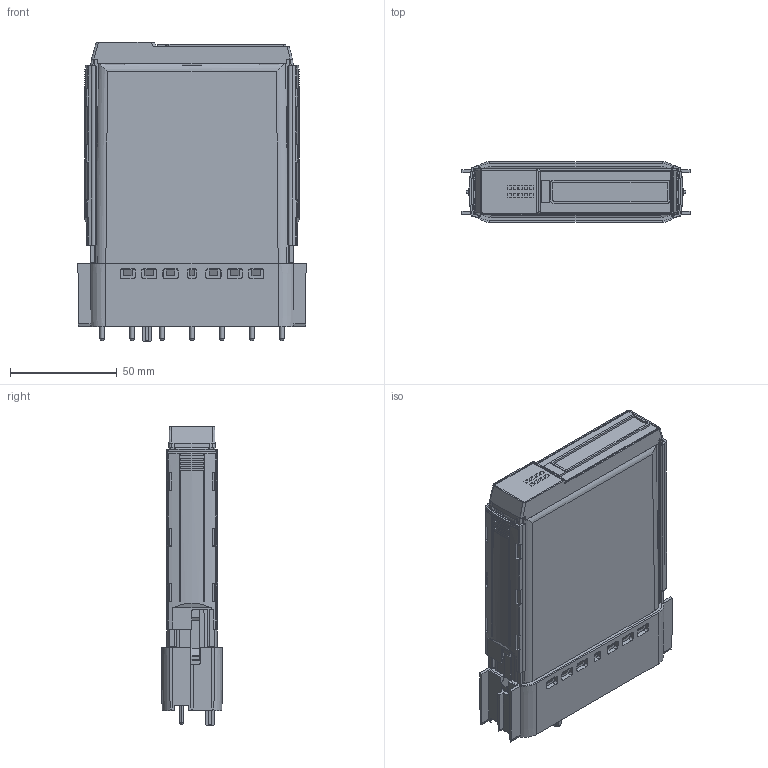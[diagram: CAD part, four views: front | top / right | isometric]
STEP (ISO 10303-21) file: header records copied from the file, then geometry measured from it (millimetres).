
FILE_DESCRIPTION((''),'2;1');
FILE_NAME('DM_CAD-2150_FB_SLIM_SW0002','2015-07-30T',('Creinig-se'),(''),'PRO/ENGINEER BY PARAMETRIC TECHNOLOGY CORPORATION, 2013050','PRO/ENGINEER BY PARAMETRIC TECHNOLOGY CORPORATION, 2013050','');
FILE_SCHEMA(('CONFIG_CONTROL_DESIGN'));
Products named in the file (1): DM_CAD-2150_FB_SLIM_SW0002
Bounding box: 106.62 x 28.5 x 139.87 mm (x, y, z)
Volume: 277318 mm3; surface area: 61612 mm2
Topology: 1 solids, 1 shells, 1613 faces, 4703 edges, 3053 vertices
Faces by surface type: plane 1097, cylinder 328, cone 100, bspline 46, torus 22, sphere 16, extrusion 4
Entity records: 68549 total; most frequent: CARTESIAN_POINT 16671, ORIENTED_EDGE 9378, DIRECTION 6935, EDGE_CURVE 4689, VECTOR 3157, LINE 3153, VERTEX_POINT 3053, AXIS2_PLACEMENT_3D 1889
